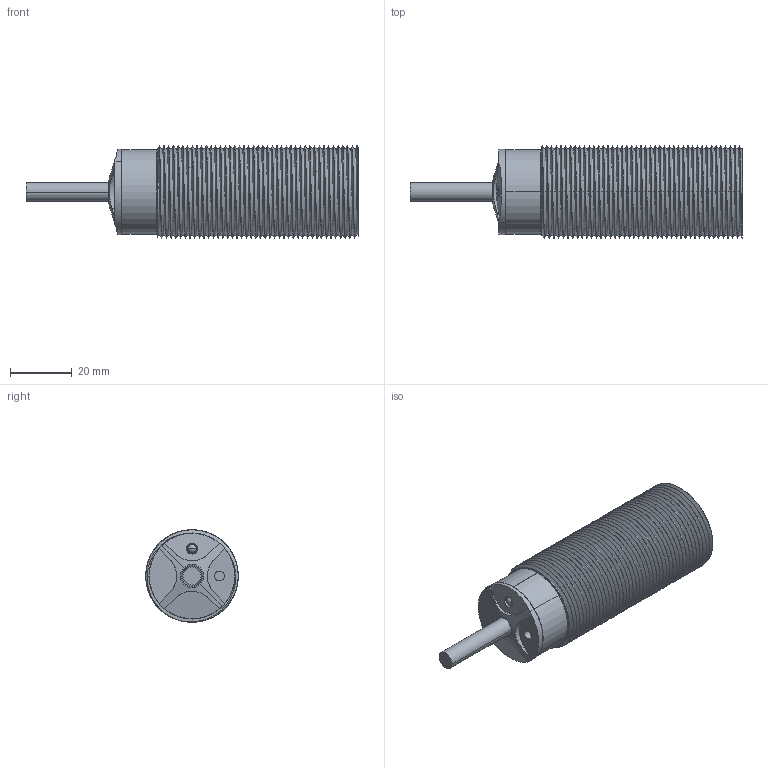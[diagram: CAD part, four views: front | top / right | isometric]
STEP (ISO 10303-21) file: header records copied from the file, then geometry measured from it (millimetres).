
FILE_DESCRIPTION((''),'2;1');
FILE_NAME('156674_ASM','2016-04-07T',('PDMAdmin'),(''),'PRO/ENGINEER BY PARAMETRIC TECHNOLOGY CORPORATION, 2013230','PRO/ENGINEER BY PARAMETRIC TECHNOLOGY CORPORATION, 2013230','');
FILE_SCHEMA(('CONFIG_CONTROL_DESIGN'));
Length unit declared in the file: inch
Products named in the file (7): 32189; 32229; 141181; 09460_WEB; 28557; 32394_WEB_LABEL; 156674_ASM
Assembly tree (6 placements, depth 2):
  156674_ASM
    32189
    32229
    141181
    09460_WEB
    28557
    32394_WEB_LABEL
Bounding box: 107.57 x 29.97 x 29.97 mm (x, y, z)
Volume: 13300.3 mm3; surface area: 33487.4 mm2
Topology: 6 solids, 7 shells, 291 faces, 737 edges, 477 vertices
Faces by surface type: cylinder 162, plane 77, bspline 24, cone 20, torus 4, revolution 2, sphere 2
Entity records: 19995 total; most frequent: CARTESIAN_POINT 13162, ORIENTED_EDGE 1462, DIRECTION 1253, EDGE_CURVE 733, VERTEX_POINT 477, AXIS2_PLACEMENT_3D 472, EDGE_LOOP 324, VECTOR 307
